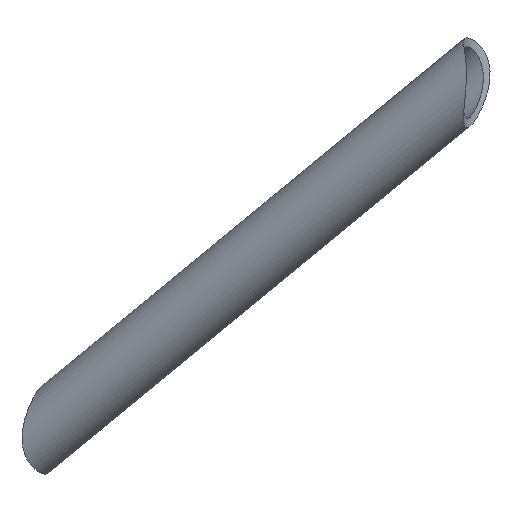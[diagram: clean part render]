
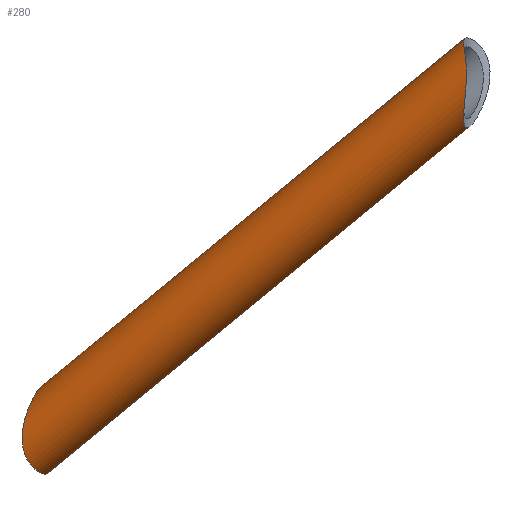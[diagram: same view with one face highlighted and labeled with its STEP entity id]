
A CAD part, top view. The second image highlights one B-rep face of the part: STEP entity #280.
In plain terms, the highlighted cylindrical face has radius 7.5 mm (diameter 15 mm), a partial arc.
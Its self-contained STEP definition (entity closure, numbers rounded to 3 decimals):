
#63=CARTESIAN_POINT('Vertex',(-1971.255,-94.747,343.46)) ;
#67=CARTESIAN_POINT('Control Point',(-1969.928,-96.589,337.855)) ;
#68=CARTESIAN_POINT('Control Point',(-1970.086,-96.719,338.17)) ;
#69=CARTESIAN_POINT('Control Point',(-1970.238,-96.816,338.501)) ;
#70=CARTESIAN_POINT('Control Point',(-1970.382,-96.876,338.847)) ;
#71=CARTESIAN_POINT('Control Point',(-1970.639,-96.911,339.542)) ;
#72=CARTESIAN_POINT('Control Point',(-1970.843,-96.79,340.246)) ;
#73=CARTESIAN_POINT('Control Point',(-1970.928,-96.695,340.587)) ;
#74=CARTESIAN_POINT('Control Point',(-1971.108,-96.372,341.435)) ;
#75=CARTESIAN_POINT('Control Point',(-1971.206,-95.878,342.217)) ;
#76=CARTESIAN_POINT('Control Point',(-1971.24,-95.531,342.66)) ;
#77=CARTESIAN_POINT('Control Point',(-1971.255,-95.152,343.074)) ;
#78=CARTESIAN_POINT('Control Point',(-1971.255,-94.747,343.46)) ;
#79=CARTESIAN_POINT('Vertex',(-1969.928,-96.589,337.855)) ;
#107=CARTESIAN_POINT('Vertex',(-1970.976,-78.048,340.833)) ;
#111=CARTESIAN_POINT('Control Point',(-1971.255,-78.948,343.46)) ;
#112=CARTESIAN_POINT('Control Point',(-1971.255,-78.506,342.635)) ;
#113=CARTESIAN_POINT('Control Point',(-1971.17,-78.207,341.735)) ;
#114=CARTESIAN_POINT('Control Point',(-1970.976,-78.048,340.833)) ;
#115=CARTESIAN_POINT('Vertex',(-1971.255,-78.948,343.46)) ;
#190=CARTESIAN_POINT('Control Point',(-1971.255,-78.948,343.46)) ;
#191=CARTESIAN_POINT('Control Point',(-1971.255,-79.353,344.217)) ;
#192=CARTESIAN_POINT('Control Point',(-1971.198,-79.857,344.92)) ;
#193=CARTESIAN_POINT('Control Point',(-1971.098,-80.462,345.543)) ;
#194=CARTESIAN_POINT('Control Point',(-1970.866,-81.963,346.634)) ;
#195=CARTESIAN_POINT('Control Point',(-1970.697,-83.758,347.158)) ;
#196=CARTESIAN_POINT('Control Point',(-1970.66,-84.755,347.267)) ;
#197=CARTESIAN_POINT('Control Point',(-1970.669,-86.383,347.246)) ;
#198=CARTESIAN_POINT('Control Point',(-1970.758,-87.977,346.953)) ;
#199=CARTESIAN_POINT('Control Point',(-1970.801,-88.59,346.804)) ;
#200=CARTESIAN_POINT('Control Point',(-1970.94,-90.308,346.289)) ;
#201=CARTESIAN_POINT('Control Point',(-1971.099,-91.938,345.531)) ;
#202=CARTESIAN_POINT('Control Point',(-1971.19,-92.947,344.949)) ;
#203=CARTESIAN_POINT('Control Point',(-1971.255,-93.904,344.264)) ;
#204=CARTESIAN_POINT('Control Point',(-1971.255,-94.747,343.46)) ;
#230=CARTESIAN_POINT('Axis2P3D Location',(-2015.003,-123.862,323.668)) ;
#235=CARTESIAN_POINT('Line Origine',(-2010.246,-129.661,323.668)) ;
#239=CARTESIAN_POINT('Vertex',(-2059.029,-169.676,306.502)) ;
#242=CARTESIAN_POINT('Line Origine',(-2019.759,-118.063,323.668)) ;
#246=CARTESIAN_POINT('Vertex',(-2060.077,-151.135,309.48)) ;
#250=CARTESIAN_POINT('Control Point',(-2059.029,-169.676,306.502)) ;
#251=CARTESIAN_POINT('Control Point',(-2059.309,-169.905,307.802)) ;
#252=CARTESIAN_POINT('Control Point',(-2059.773,-169.893,309.12)) ;
#253=CARTESIAN_POINT('Control Point',(-2060.434,-169.635,310.364)) ;
#254=CARTESIAN_POINT('Control Point',(-2061.521,-168.909,311.828)) ;
#255=CARTESIAN_POINT('Control Point',(-2062.567,-167.69,312.88)) ;
#256=CARTESIAN_POINT('Control Point',(-2062.838,-167.328,313.131)) ;
#257=CARTESIAN_POINT('Control Point',(-2063.521,-166.253,313.722)) ;
#258=CARTESIAN_POINT('Control Point',(-2064.012,-164.974,314.074)) ;
#259=CARTESIAN_POINT('Control Point',(-2064.208,-164.108,314.204)) ;
#260=CARTESIAN_POINT('Control Point',(-2064.433,-161.945,314.354)) ;
#261=CARTESIAN_POINT('Control Point',(-2064.144,-159.777,314.161)) ;
#262=CARTESIAN_POINT('Control Point',(-2063.852,-158.535,313.963)) ;
#263=CARTESIAN_POINT('Control Point',(-2063.26,-156.63,313.519)) ;
#264=CARTESIAN_POINT('Control Point',(-2062.506,-154.871,312.821)) ;
#265=CARTESIAN_POINT('Control Point',(-2062.212,-154.249,312.527)) ;
#266=CARTESIAN_POINT('Control Point',(-2061.616,-153.108,311.877)) ;
#267=CARTESIAN_POINT('Control Point',(-2060.981,-152.132,311.031)) ;
#268=CARTESIAN_POINT('Control Point',(-2060.671,-151.712,310.573)) ;
#269=CARTESIAN_POINT('Control Point',(-2060.364,-151.37,310.052)) ;
#270=CARTESIAN_POINT('Control Point',(-2060.077,-151.135,309.48)) ;
#231=DIRECTION('Axis2P3D Direction',(-0.746,-0.612,-0.263)) ;
#232=DIRECTION('Axis2P3D XDirection',(0.634,-0.773,0.)) ;
#236=DIRECTION('Vector Direction',(-0.746,-0.612,-0.263)) ;
#243=DIRECTION('Vector Direction',(-0.746,-0.612,-0.263)) ;
#233=AXIS2_PLACEMENT_3D('Cylinder Axis2P3D',#230,#231,#232) ;
#273=ORIENTED_EDGE('',*,*,#241,.F.) ;
#274=ORIENTED_EDGE('',*,*,#81,.T.) ;
#275=ORIENTED_EDGE('',*,*,#205,.F.) ;
#276=ORIENTED_EDGE('',*,*,#117,.T.) ;
#277=ORIENTED_EDGE('',*,*,#248,.T.) ;
#278=ORIENTED_EDGE('',*,*,#271,.F.) ;
#237=VECTOR('Line Direction',#236,1.) ;
#244=VECTOR('Line Direction',#243,1.) ;
#280=ADVANCED_FACE('Corps principal',(#279),#234,.T.) ;
#66=B_SPLINE_CURVE_WITH_KNOTS('',5,(#67,#68,#69,#70,#71,#72,#73,#74,#75,#76,#77,#78),.UNSPECIFIED.,.F.,.U.,(6,3,3,6),(0.,2.657,5.217,9.175),.UNSPECIFIED.) ;
#110=B_SPLINE_CURVE_WITH_KNOTS('',3,(#111,#112,#113,#114),.UNSPECIFIED.,.F.,.U.,(4,4),(0.,3.97),.UNSPECIFIED.) ;
#189=B_SPLINE_CURVE_WITH_KNOTS('',5,(#190,#191,#192,#193,#194,#195,#196,#197,#198,#199,#200,#201,#202,#203,#204),.UNSPECIFIED.,.F.,.U.,(6,3,3,3,6),(0.,6.069,13.052,17.515,25.755),.UNSPECIFIED.) ;
#249=B_SPLINE_CURVE_WITH_KNOTS('',5,(#250,#251,#252,#253,#254,#255,#256,#257,#258,#259,#260,#261,#262,#263,#264,#265,#266,#267,#268,#269,#270),.UNSPECIFIED.,.F.,.U.,(6,3,3,3,3,3,6),(0.,9.857,13.468,19.698,28.777,34.044,38.91),.UNSPECIFIED.) ;
#234=CYLINDRICAL_SURFACE('generated cylinder',#233,7.5) ;
#81=EDGE_CURVE('',#80,#64,#66,.T.) ;
#117=EDGE_CURVE('',#116,#108,#110,.T.) ;
#205=EDGE_CURVE('',#116,#64,#189,.T.) ;
#241=EDGE_CURVE('',#80,#240,#238,.T.) ;
#248=EDGE_CURVE('',#108,#247,#245,.T.) ;
#271=EDGE_CURVE('',#240,#247,#249,.T.) ;
#272=EDGE_LOOP('',(#273,#274,#275,#276,#277,#278)) ;
#279=FACE_OUTER_BOUND('',#272,.T.) ;
#238=LINE('Line',#235,#237) ;
#245=LINE('Line',#242,#244) ;
#64=VERTEX_POINT('',#63) ;
#80=VERTEX_POINT('',#79) ;
#108=VERTEX_POINT('',#107) ;
#116=VERTEX_POINT('',#115) ;
#240=VERTEX_POINT('',#239) ;
#247=VERTEX_POINT('',#246) ;
